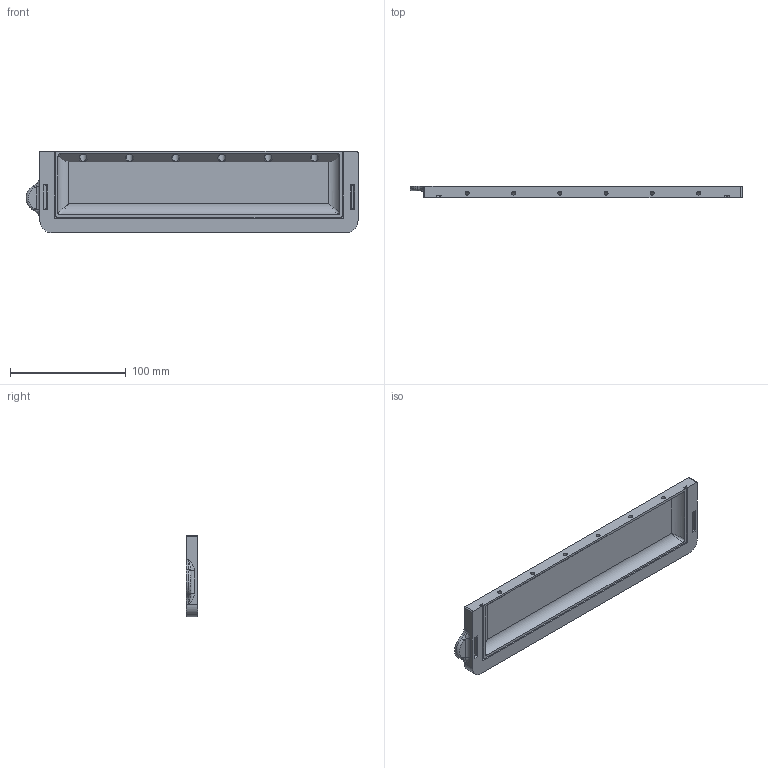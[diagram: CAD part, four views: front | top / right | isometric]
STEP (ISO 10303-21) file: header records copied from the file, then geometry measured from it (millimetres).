
FILE_DESCRIPTION (( 'STEP AP214' ), '1' );
FILE_NAME ('CFV5_SCase_Lid-Split-Front.STEP', '2025-01-11T16:51:07', ( '' ), ( '' ), 'SwSTEP 2.0', 'SolidWorks 2025', '' );
FILE_SCHEMA (( 'AUTOMOTIVE_DESIGN' ));
Length unit declared in the file: millimetre
Products named in the file (1): CFV5_SCase_Lid-Split-Front
Bounding box: 287.16 x 10 x 70.6 mm (x, y, z)
Volume: 113538.2 mm3; surface area: 50527.5 mm2
Topology: 1 solids, 1 shells, 148 faces, 392 edges, 221 vertices
Faces by surface type: cylinder 51, plane 41, bspline 41, cone 12, torus 3
Entity records: 6055 total; most frequent: CARTESIAN_POINT 2848, ORIENTED_EDGE 728, DIRECTION 598, EDGE_CURVE 364, VERTEX_POINT 221, AXIS2_PLACEMENT_3D 220, EDGE_LOOP 163, LINE 158
